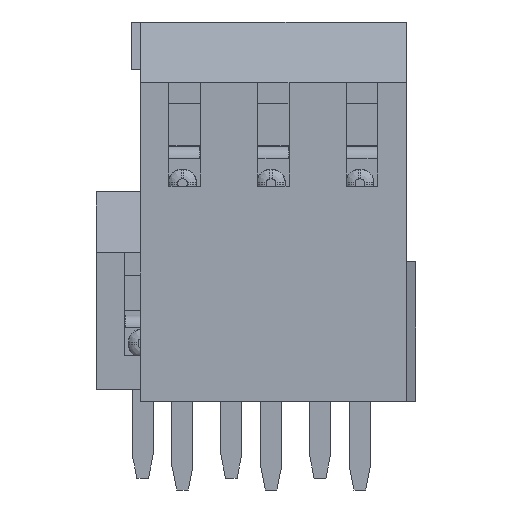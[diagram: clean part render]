
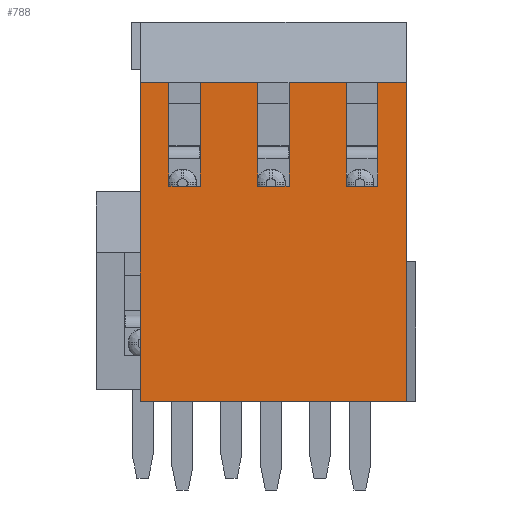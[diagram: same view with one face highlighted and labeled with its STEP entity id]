
A CAD part, front view. The second image highlights one B-rep face of the part: STEP entity #788.
In plain terms, the highlighted planar face has unit normal (0, -1, 0).
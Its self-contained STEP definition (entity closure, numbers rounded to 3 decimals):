
#788 = ADVANCED_FACE( '', ( #1771 ), #1772, .T. );
#1771 = FACE_OUTER_BOUND( '', #3113, .T. );
#1772 = PLANE( '', #3114 );
#3113 = EDGE_LOOP( '', ( #4986, #4987, #4988, #4989, #4990, #4991, #4992, #4993, #4994, #4995, #4996, #4997, #4998, #4999, #5000, #5001 ) );
#3114 = AXIS2_PLACEMENT_3D( '', #5002, #5003, #5004 );
#4986 = ORIENTED_EDGE( '', *, *, #8544, .T. );
#4987 = ORIENTED_EDGE( '', *, *, #8545, .T. );
#4988 = ORIENTED_EDGE( '', *, *, #8546, .T. );
#4989 = ORIENTED_EDGE( '', *, *, #8547, .F. );
#4990 = ORIENTED_EDGE( '', *, *, #8548, .T. );
#4991 = ORIENTED_EDGE( '', *, *, #8549, .T. );
#4992 = ORIENTED_EDGE( '', *, *, #8550, .T. );
#4993 = ORIENTED_EDGE( '', *, *, #8551, .F. );
#4994 = ORIENTED_EDGE( '', *, *, #8552, .T. );
#4995 = ORIENTED_EDGE( '', *, *, #8553, .T. );
#4996 = ORIENTED_EDGE( '', *, *, #8503, .T. );
#4997 = ORIENTED_EDGE( '', *, *, #8554, .F. );
#4998 = ORIENTED_EDGE( '', *, *, #8555, .F. );
#4999 = ORIENTED_EDGE( '', *, *, #8556, .T. );
#5000 = ORIENTED_EDGE( '', *, *, #8557, .T. );
#5001 = ORIENTED_EDGE( '', *, *, #8558, .F. );
#5002 = CARTESIAN_POINT( '', ( 5.715, -4.709, -9.96 ) );
#5003 = DIRECTION( '', ( 0., -1., 0. ) );
#5004 = DIRECTION( '', ( 0., 0., -1. ) );
#8503 = EDGE_CURVE( '', #10123, #10124, #10125, .T. );
#8544 = EDGE_CURVE( '', #10195, #10196, #10197, .T. );
#8545 = EDGE_CURVE( '', #10196, #10198, #10199, .T. );
#8546 = EDGE_CURVE( '', #10198, #10200, #10201, .T. );
#8547 = EDGE_CURVE( '', #10202, #10200, #10203, .T. );
#8548 = EDGE_CURVE( '', #10202, #10204, #10205, .T. );
#8549 = EDGE_CURVE( '', #10204, #10206, #10207, .T. );
#8550 = EDGE_CURVE( '', #10206, #10208, #10209, .T. );
#8551 = EDGE_CURVE( '', #10210, #10208, #10211, .T. );
#8552 = EDGE_CURVE( '', #10210, #10212, #10213, .T. );
#8553 = EDGE_CURVE( '', #10212, #10123, #10214, .T. );
#8554 = EDGE_CURVE( '', #10215, #10124, #10216, .T. );
#8555 = EDGE_CURVE( '', #10217, #10215, #10218, .T. );
#8556 = EDGE_CURVE( '', #10217, #10219, #10220, .T. );
#8557 = EDGE_CURVE( '', #10219, #10221, #10222, .T. );
#8558 = EDGE_CURVE( '', #10195, #10221, #10223, .T. );
#10123 = VERTEX_POINT( '', #12407 );
#10124 = VERTEX_POINT( '', #12408 );
#10125 = LINE( '', #12409, #12410 );
#10195 = VERTEX_POINT( '', #12502 );
#10196 = VERTEX_POINT( '', #12503 );
#10197 = LINE( '', #12504, #12505 );
#10198 = VERTEX_POINT( '', #12506 );
#10199 = LINE( '', #12507, #12508 );
#10200 = VERTEX_POINT( '', #12509 );
#10201 = LINE( '', #12510, #12511 );
#10202 = VERTEX_POINT( '', #12512 );
#10203 = LINE( '', #12513, #12514 );
#10204 = VERTEX_POINT( '', #12515 );
#10205 = LINE( '', #12516, #12517 );
#10206 = VERTEX_POINT( '', #12518 );
#10207 = LINE( '', #12519, #12520 );
#10208 = VERTEX_POINT( '', #12521 );
#10209 = LINE( '', #12522, #12523 );
#10210 = VERTEX_POINT( '', #12524 );
#10211 = LINE( '', #12525, #12526 );
#10212 = VERTEX_POINT( '', #12527 );
#10213 = LINE( '', #12528, #12529 );
#10214 = LINE( '', #12530, #12531 );
#10215 = VERTEX_POINT( '', #12532 );
#10216 = LINE( '', #12533, #12534 );
#10217 = VERTEX_POINT( '', #12535 );
#10218 = LINE( '', #12536, #12537 );
#10219 = VERTEX_POINT( '', #12538 );
#10220 = LINE( '', #12539, #12540 );
#10221 = VERTEX_POINT( '', #12541 );
#10222 = LINE( '', #12542, #12543 );
#10223 = LINE( '', #12544, #12545 );
#12407 = CARTESIAN_POINT( '', ( -4.49, -4.709, 3.74 ) );
#12408 = CARTESIAN_POINT( '', ( -5.715, -4.709, 3.74 ) );
#12409 = CARTESIAN_POINT( '', ( 5.715, -4.709, 3.74 ) );
#12410 = VECTOR( '', #15153, 1000. );
#12502 = CARTESIAN_POINT( '', ( 4.48, -4.709, -0.71 ) );
#12503 = CARTESIAN_POINT( '', ( 3.13, -4.709, -0.71 ) );
#12504 = CARTESIAN_POINT( '', ( 4.48, -4.709, -0.71 ) );
#12505 = VECTOR( '', #15206, 1000. );
#12506 = CARTESIAN_POINT( '', ( 3.13, -4.709, 3.74 ) );
#12507 = CARTESIAN_POINT( '', ( 3.13, -4.709, -0.71 ) );
#12508 = VECTOR( '', #15207, 1000. );
#12509 = CARTESIAN_POINT( '', ( 0.67, -4.709, 3.74 ) );
#12510 = CARTESIAN_POINT( '', ( 5.715, -4.709, 3.74 ) );
#12511 = VECTOR( '', #15208, 1000. );
#12512 = CARTESIAN_POINT( '', ( 0.67, -4.709, -0.71 ) );
#12513 = CARTESIAN_POINT( '', ( 0.67, -4.709, -0.71 ) );
#12514 = VECTOR( '', #15209, 1000. );
#12515 = CARTESIAN_POINT( '', ( -0.68, -4.709, -0.71 ) );
#12516 = CARTESIAN_POINT( '', ( 0.67, -4.709, -0.71 ) );
#12517 = VECTOR( '', #15210, 1000. );
#12518 = CARTESIAN_POINT( '', ( -0.68, -4.709, 3.74 ) );
#12519 = CARTESIAN_POINT( '', ( -0.68, -4.709, -0.71 ) );
#12520 = VECTOR( '', #15211, 1000. );
#12521 = CARTESIAN_POINT( '', ( -3.14, -4.709, 3.74 ) );
#12522 = CARTESIAN_POINT( '', ( 5.715, -4.709, 3.74 ) );
#12523 = VECTOR( '', #15212, 1000. );
#12524 = CARTESIAN_POINT( '', ( -3.14, -4.709, -0.71 ) );
#12525 = CARTESIAN_POINT( '', ( -3.14, -4.709, -0.71 ) );
#12526 = VECTOR( '', #15213, 1000. );
#12527 = CARTESIAN_POINT( '', ( -4.49, -4.709, -0.71 ) );
#12528 = CARTESIAN_POINT( '', ( -3.14, -4.709, -0.71 ) );
#12529 = VECTOR( '', #15214, 1000. );
#12530 = CARTESIAN_POINT( '', ( -4.49, -4.709, -0.71 ) );
#12531 = VECTOR( '', #15215, 1000. );
#12532 = CARTESIAN_POINT( '', ( -5.715, -4.709, -9.96 ) );
#12533 = CARTESIAN_POINT( '', ( -5.715, -4.709, -9.96 ) );
#12534 = VECTOR( '', #15216, 1000. );
#12535 = CARTESIAN_POINT( '', ( 5.715, -4.709, -9.96 ) );
#12536 = CARTESIAN_POINT( '', ( 5.715, -4.709, -9.96 ) );
#12537 = VECTOR( '', #15217, 1000. );
#12538 = CARTESIAN_POINT( '', ( 5.715, -4.709, 3.74 ) );
#12539 = CARTESIAN_POINT( '', ( 5.715, -4.709, -9.96 ) );
#12540 = VECTOR( '', #15218, 1000. );
#12541 = CARTESIAN_POINT( '', ( 4.48, -4.709, 3.74 ) );
#12542 = CARTESIAN_POINT( '', ( 5.715, -4.709, 3.74 ) );
#12543 = VECTOR( '', #15219, 1000. );
#12544 = CARTESIAN_POINT( '', ( 4.48, -4.709, -0.71 ) );
#12545 = VECTOR( '', #15220, 1000. );
#15153 = DIRECTION( '', ( -1., 0., 0. ) );
#15206 = DIRECTION( '', ( -1., 0., 0. ) );
#15207 = DIRECTION( '', ( 0., 0., 1. ) );
#15208 = DIRECTION( '', ( -1., 0., 0. ) );
#15209 = DIRECTION( '', ( 0., 0., 1. ) );
#15210 = DIRECTION( '', ( -1., 0., 0. ) );
#15211 = DIRECTION( '', ( 0., 0., 1. ) );
#15212 = DIRECTION( '', ( -1., 0., 0. ) );
#15213 = DIRECTION( '', ( 0., 0., 1. ) );
#15214 = DIRECTION( '', ( -1., 0., 0. ) );
#15215 = DIRECTION( '', ( 0., 0., 1. ) );
#15216 = DIRECTION( '', ( 0., 0., 1. ) );
#15217 = DIRECTION( '', ( -1., 0., 0. ) );
#15218 = DIRECTION( '', ( 0., 0., 1. ) );
#15219 = DIRECTION( '', ( -1., 0., 0. ) );
#15220 = DIRECTION( '', ( 0., 0., 1. ) );
